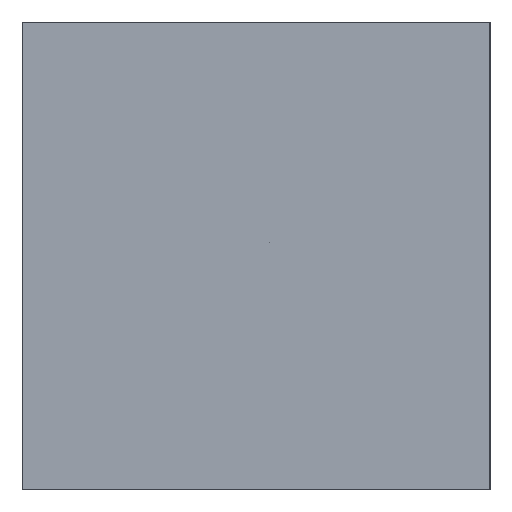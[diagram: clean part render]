
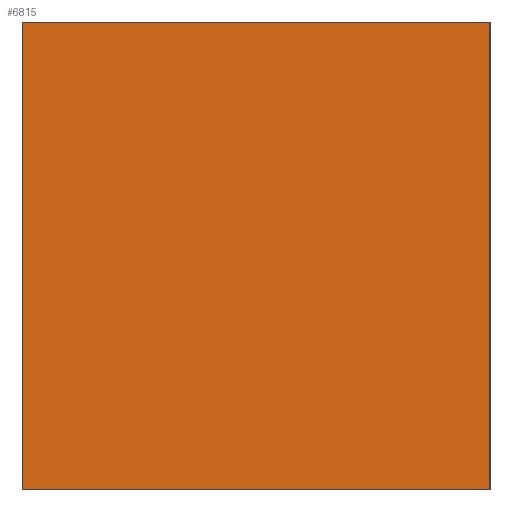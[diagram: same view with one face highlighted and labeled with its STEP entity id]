
A CAD part, left-side view. The second image highlights one B-rep face of the part: STEP entity #6815.
In plain terms, the highlighted planar face has unit normal (-1, 0, 0).
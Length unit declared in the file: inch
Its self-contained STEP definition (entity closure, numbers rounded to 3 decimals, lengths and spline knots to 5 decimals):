
#61 = CARTESIAN_POINT ( 'NONE',  ( -3.36381, 1.25, 12. ) ) ;
#133 = CARTESIAN_POINT ( 'NONE',  ( -3.36381, 2.25, 12. ) ) ;
#780 = CARTESIAN_POINT ( 'NONE',  ( -3.36381, 2.25, 12. ) ) ;
#1306 = VERTEX_POINT ( 'NONE', #2513 ) ;
#2513 = CARTESIAN_POINT ( 'NONE',  ( -3.36381, 2.25, 12. ) ) ;
#2777 = LINE ( 'NONE', #8643, #7274 ) ;
#3298 = LINE ( 'NONE', #780, #4928 ) ;
#3634 = DIRECTION ( 'NONE',  ( 0., -1., 0. ) ) ;
#3658 = VECTOR ( 'NONE', #3844, 39.37008 ) ;
#3779 = LINE ( 'NONE', #4823, #3658 ) ;
#3808 = VECTOR ( 'NONE', #3634, 39.37008 ) ;
#3844 = DIRECTION ( 'NONE',  ( 0., -1., 0. ) ) ;
#4110 = EDGE_CURVE ( 'NONE', #7971, #6859, #2777, .T. ) ;
#4129 = ORIENTED_EDGE ( 'NONE', *, *, #4110, .T. ) ;
#4823 = CARTESIAN_POINT ( 'NONE',  ( -3.36381, 2.25, 13. ) ) ;
#4928 = VECTOR ( 'NONE', #6782, 39.37008 ) ;
#5216 = ORIENTED_EDGE ( 'NONE', *, *, #5773, .T. ) ;
#5270 = ORIENTED_EDGE ( 'NONE', *, *, #10688, .F. ) ;
#5568 = EDGE_CURVE ( 'NONE', #1306, #6593, #3298, .T. ) ;
#5773 = EDGE_CURVE ( 'NONE', #1306, #7971, #7957, .T. ) ;
#6593 = VERTEX_POINT ( 'NONE', #8870 ) ;
#6626 = PLANE ( 'NONE',  #7122 ) ;
#6782 = DIRECTION ( 'NONE',  ( 0., 0., 1. ) ) ;
#6815 = ADVANCED_FACE ( 'NONE', ( #8492 ), #6626, .F. ) ;
#6859 = VERTEX_POINT ( 'NONE', #10807 ) ;
#7122 = AXIS2_PLACEMENT_3D ( 'NONE', #10070, #7423, #10861 ) ;
#7274 = VECTOR ( 'NONE', #9558, 39.37008 ) ;
#7423 = DIRECTION ( 'NONE',  ( 1., 0., 0. ) ) ;
#7957 = LINE ( 'NONE', #133, #3808 ) ;
#7971 = VERTEX_POINT ( 'NONE', #61 ) ;
#8025 = EDGE_LOOP ( 'NONE', ( #4129, #5270, #8712, #5216 ) ) ;
#8492 = FACE_OUTER_BOUND ( 'NONE', #8025, .T. ) ;
#8643 = CARTESIAN_POINT ( 'NONE',  ( -3.36381, 1.25, 12. ) ) ;
#8712 = ORIENTED_EDGE ( 'NONE', *, *, #5568, .F. ) ;
#8870 = CARTESIAN_POINT ( 'NONE',  ( -3.36381, 2.25, 13. ) ) ;
#9558 = DIRECTION ( 'NONE',  ( 0., 0., 1. ) ) ;
#10070 = CARTESIAN_POINT ( 'NONE',  ( -3.36381, 2.25, 12. ) ) ;
#10688 = EDGE_CURVE ( 'NONE', #6593, #6859, #3779, .T. ) ;
#10807 = CARTESIAN_POINT ( 'NONE',  ( -3.36381, 1.25, 13. ) ) ;
#10861 = DIRECTION ( 'NONE',  ( 0., 0., -1. ) ) ;
